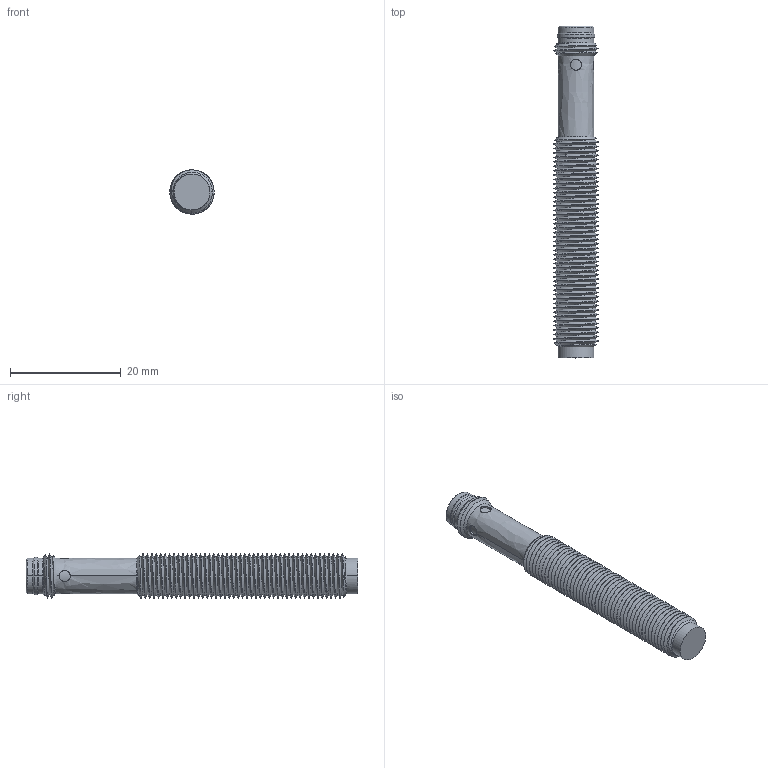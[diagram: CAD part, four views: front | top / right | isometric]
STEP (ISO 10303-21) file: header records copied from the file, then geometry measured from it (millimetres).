
FILE_DESCRIPTION( ('This file contains a STEP AP42 implementation' ,'as created by ZW3D STEP Interface translator.') ,'2;1' );
FILE_NAME( 'FCS1-0801X-XCU3.stp' ,'20 530. 85534', (''), ('ZWCAD Software Co.'), 'Version 1.0', 'ZW3D to STEP translator', '' );
FILE_SCHEMA(('AUTOMOTIVE_DESIGN'));
Length unit declared in the file: millimetre
Products named in the file (2): 0; FCS1-0801X-XCU3
Bounding box: 8 x 60 x 8 mm (x, y, z)
Volume: 2226 mm3; surface area: 2422.7 mm2
Topology: 1 solids, 1 shells, 180 faces, 507 edges, 329 vertices
Faces by surface type: bspline 180
Entity records: 17049 total; most frequent: CARTESIAN_POINT 13978, ORIENTED_EDGE 1002, EDGE_CURVE 501, B_SPLINE_CURVE_WITH_KNOTS 439, VERTEX_POINT 329, EDGE_LOOP 186, FACE_OUTER_BOUND 180, ADVANCED_FACE 180
